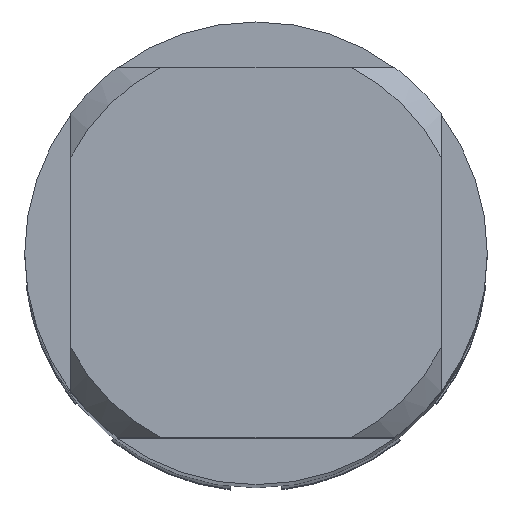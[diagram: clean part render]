
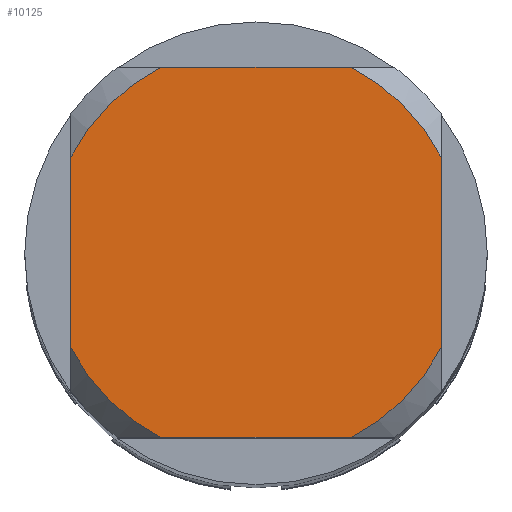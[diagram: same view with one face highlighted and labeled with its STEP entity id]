
A CAD part, top view. The second image highlights one B-rep face of the part: STEP entity #10125.
In plain terms, the highlighted planar face has unit normal (0, 0, 1).
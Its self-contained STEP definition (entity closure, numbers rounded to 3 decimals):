
#3697=EDGE_CURVE('',#7127,#6013,#10807,.T.);
#5077=VERTEX_POINT('',#12300);
#6013=VERTEX_POINT('',#13309);
#6029=EDGE_CURVE('',#8891,#6013,#13327,.T.);
#6175=EDGE_CURVE('',#7047,#8205,#13486,.T.);
#6673=EDGE_CURVE('',#7047,#8615,#14016,.T.);
#7047=VERTEX_POINT('',#14425);
#7127=VERTEX_POINT('',#14511);
#7211=EDGE_CURVE('',#5077,#8615,#14603,.T.);
#8205=VERTEX_POINT('',#15683);
#8431=VERTEX_POINT('',#15928);
#8615=VERTEX_POINT('',#16129);
#8891=VERTEX_POINT('',#16429);
#8991=EDGE_CURVE('',#8891,#8431,#16540,.T.);
#9239=EDGE_CURVE('',#5077,#8431,#16809,.T.);
#10125=ADVANCED_FACE('',(#17769),#17770,.T.);
#10335=EDGE_CURVE('',#7127,#8205,#17995,.T.);
#10807=LINE('',#18619,#18620);
#12300=CARTESIAN_POINT('',(4.0,-2.062,0.0));
#13309=CARTESIAN_POINT('',(-4.0,-2.062,0.0));
#13327=CIRCLE('',#23125,4.5);
#13486=LINE('',#23397,#23398);
#14016=CIRCLE('',#24339,4.5);
#14425=CARTESIAN_POINT('',(2.062,4.0,0.0));
#14511=CARTESIAN_POINT('',(-4.0,2.062,0.0));
#14603=LINE('',#25445,#25446);
#15683=CARTESIAN_POINT('',(-2.062,4.0,0.0));
#15928=CARTESIAN_POINT('',(2.062,-4.0,0.0));
#16129=CARTESIAN_POINT('',(4.0,2.062,0.0));
#16429=CARTESIAN_POINT('',(-2.062,-4.0,0.0));
#16540=LINE('',#28969,#28970);
#16809=CIRCLE('',#29489,4.5);
#17769=FACE_OUTER_BOUND('',#31304,.T.);
#17770=PLANE('',#31305);
#17995=CIRCLE('',#31743,4.5);
#18619=CARTESIAN_POINT('',(-4.0,1.125,0.0));
#18620=VECTOR('',#32443,1.0);
#23125=AXIS2_PLACEMENT_3D('',#35019,#35020,#35021);
#23397=CARTESIAN_POINT('',(0.0,4.0,0.0));
#23398=VECTOR('',#35186,1.0);
#24339=AXIS2_PLACEMENT_3D('',#35831,#35832,#35833);
#25445=CARTESIAN_POINT('',(4.0,1.125,0.0));
#25446=VECTOR('',#36445,1.0);
#28969=CARTESIAN_POINT('',(0.0,-4.0,0.0));
#28970=VECTOR('',#38388,1.0);
#29489=AXIS2_PLACEMENT_3D('',#38640,#38641,#38642);
#31304=EDGE_LOOP('',(#39763,#39764,#39765,#39766,#39767,#39768,#39769,#39770));
#31305=AXIS2_PLACEMENT_3D('',#39771,#39772,#39773);
#31743=AXIS2_PLACEMENT_3D('',#39965,#39966,#39967);
#32443=DIRECTION('',(-0.0,-1.0,0.0));
#35019=CARTESIAN_POINT('',(0.0,0.0,0.0));
#35020=DIRECTION('',(0.0,0.0,-1.0));
#35021=DIRECTION('',(0.0,1.0,0.0));
#35186=DIRECTION('',(-1.0,0.0,0.0));
#35831=CARTESIAN_POINT('',(0.0,0.0,0.0));
#35832=DIRECTION('',(0.0,0.0,-1.0));
#35833=DIRECTION('',(0.0,1.0,0.0));
#36445=DIRECTION('',(-0.0,1.0,0.0));
#38388=DIRECTION('',(1.0,0.0,0.0));
#38640=CARTESIAN_POINT('',(0.0,0.0,0.0));
#38641=DIRECTION('',(0.0,0.0,-1.0));
#38642=DIRECTION('',(0.0,1.0,0.0));
#39763=ORIENTED_EDGE('',*,*,#3697,.T.);
#39764=ORIENTED_EDGE('',*,*,#6029,.F.);
#39765=ORIENTED_EDGE('',*,*,#8991,.T.);
#39766=ORIENTED_EDGE('',*,*,#9239,.F.);
#39767=ORIENTED_EDGE('',*,*,#7211,.T.);
#39768=ORIENTED_EDGE('',*,*,#6673,.F.);
#39769=ORIENTED_EDGE('',*,*,#6175,.T.);
#39770=ORIENTED_EDGE('',*,*,#10335,.F.);
#39771=CARTESIAN_POINT('',(0.0,2.25,0.0));
#39772=DIRECTION('',(-0.0,0.0,1.0));
#39773=DIRECTION('',(0.0,-1.0,0.0));
#39965=CARTESIAN_POINT('',(0.0,0.0,0.0));
#39966=DIRECTION('',(0.0,0.0,-1.0));
#39967=DIRECTION('',(0.0,1.0,0.0));
